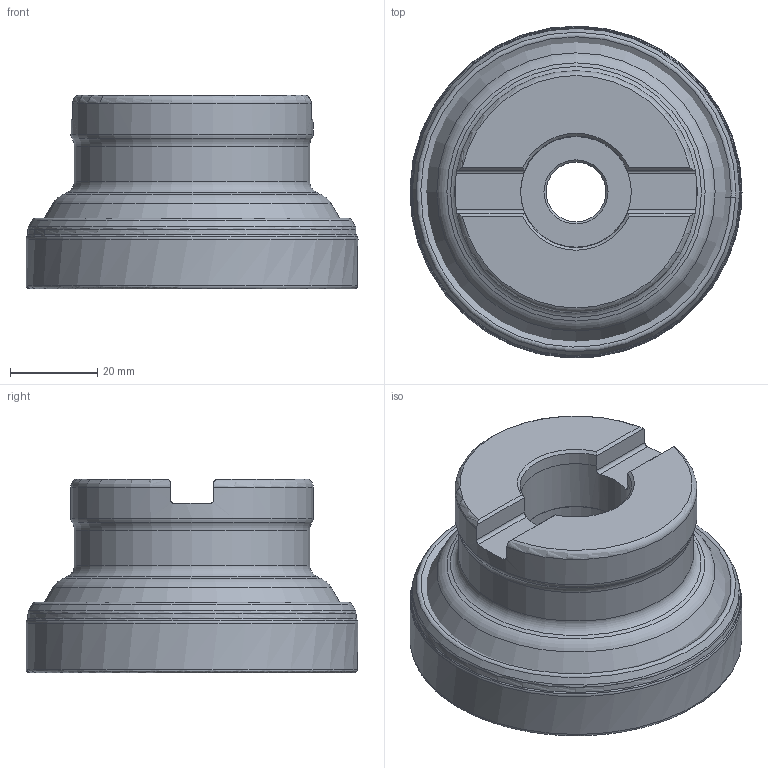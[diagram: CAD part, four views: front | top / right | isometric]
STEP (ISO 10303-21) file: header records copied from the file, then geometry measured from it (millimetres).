
FILE_DESCRIPTION(/* description */ (''),/* implementation_level */ '2;1');
FILE_NAME(/* name */ 'E-Catalogue_F90-TP16-D300Z7S100I.stp',/* time_stamp */ '2023-10-19T10:18:41+09:00',/* author */ (''),/* organization */ (''),/* preprocessor_version */ 'ST-DEVELOPER v16',/* originating_system */ 'SIEMENS PLM Software NX 10.0',/* authorisation */ '');
FILE_SCHEMA (('AP203_CONFIGURATION_CONTROLLED_3D_DESIGN_OF_MECHANICAL_PARTS_AND_ASSEMBLIES_MIM_LF { 1 0 10303 403 2 1 2}'));
Length unit declared in the file: millimetre
Products named in the file (1): 1022C79461C3qzk0
Bounding box: 76.19 x 76.19 x 44.45 mm (x, y, z)
Volume: 113966.7 mm3; surface area: 28892.3 mm2
Topology: 2 solids, 3 shells, 314 faces, 766 edges, 482 vertices
Faces by surface type: bspline 224, plane 23, revolution 21, torus 20, cone 13, cylinder 11, sphere 2
Full cylindrical faces by diameter (mm): 5.2 x1, 13.7 x1, 21 x1, 25.4 x1, 26.4 x1, 54 x1, 55.6 x1
Entity records: 17838 total; most frequent: CARTESIAN_POINT 12676, ORIENTED_EDGE 1304, EDGE_CURVE 652, DIRECTION 510, B_SPLINE_CURVE_WITH_KNOTS 487, VERTEX_POINT 404, EDGE_LOOP 380, ADVANCED_FACE 314
